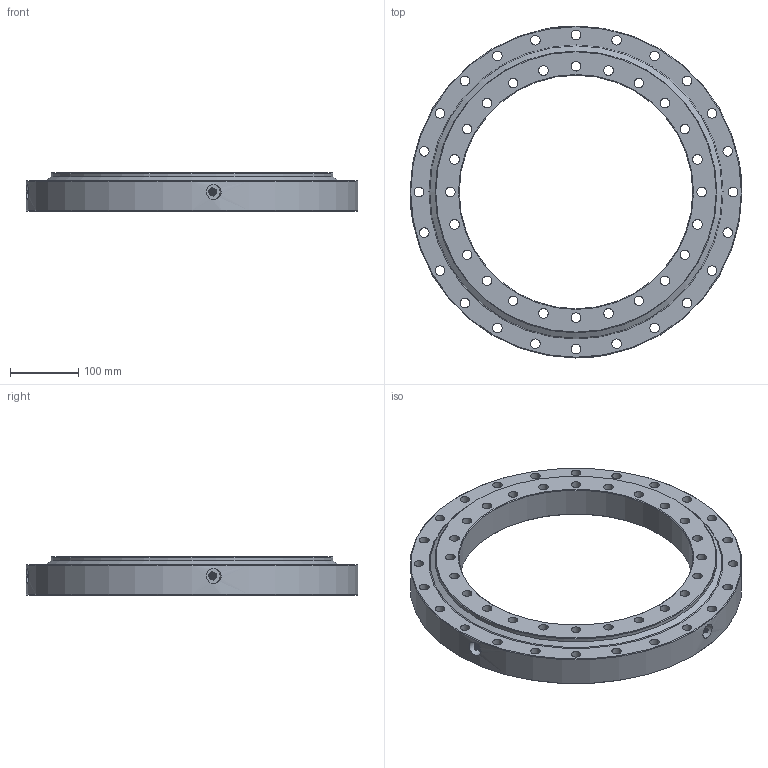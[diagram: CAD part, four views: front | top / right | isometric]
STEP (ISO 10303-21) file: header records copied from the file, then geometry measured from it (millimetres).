
FILE_DESCRIPTION (( 'STEP AP214' ), '1' );
FILE_NAME ('SD.486.20.00.B.STEP', '2017-02-23T10:35:48', ( '' ), ( '' ), 'SwSTEP 2.0', 'SolidWorks 2015', '' );
FILE_SCHEMA (( 'AUTOMOTIVE_DESIGN' ));
Length unit declared in the file: millimetre
Products named in the file (7): Grease nipple M10x1mm; A.486.B20B.A1N.0 - IR Seal; Ball D20; A.486.B20B.A1N.0 - OR; A.486.B20B.A1N.0 - IR; SD.486.20.00.B; A.486.B20B.A1N.0 - OR Seal
Assembly tree (63 placements, depth 2):
  SD.486.20.00.B
    A.486.B20B.A1N.0 - IR
    A.486.B20B.A1N.0 - OR
    Ball D20  x55
    A.486.B20B.A1N.0 - IR Seal
    Grease nipple M10x1mm  x4
    A.486.B20B.A1N.0 - OR Seal
Bounding box: 486 x 486 x 56 mm (x, y, z)
Volume: 3601646.1 mm3; surface area: 724867.3 mm2
Topology: 63 solids, 63 shells, 284 faces, 687 edges, 433 vertices
Faces by surface type: cylinder 80, cone 72, plane 58, sphere 55, torus 19
Full cylindrical faces by diameter (mm): 3 x4, 5 x4, 9 x4, 10 x4, 14 x48, 22 x4, 342 x1, 398.5 x2, 412.5 x3, 415.5 x3, 429.5 x2, 486 x1
Entity records: 5308 total; most frequent: CARTESIAN_POINT 1371, DIRECTION 812, ORIENTED_EDGE 476, AXIS2_PLACEMENT_3D 403, EDGE_LOOP 374, EDGE_CURVE 238, FACE_OUTER_BOUND 231, VERTEX_POINT 212
